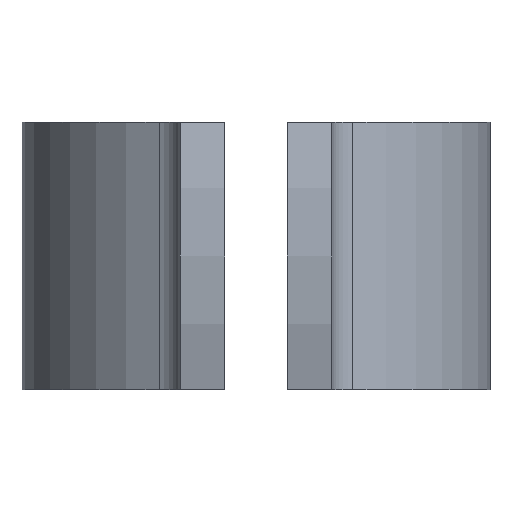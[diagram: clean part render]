
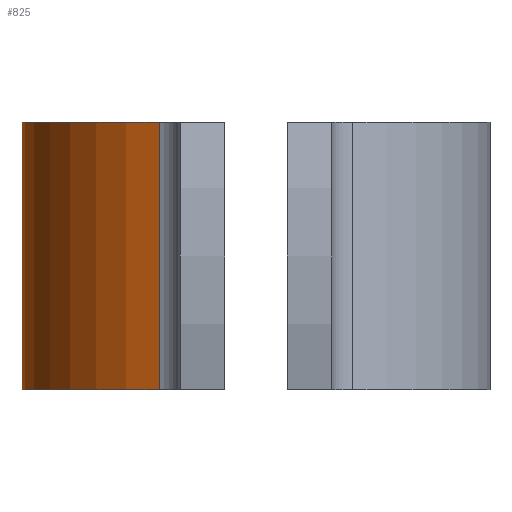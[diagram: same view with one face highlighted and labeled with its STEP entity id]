
A CAD part, left-side view. The second image highlights one B-rep face of the part: STEP entity #825.
In plain terms, the highlighted cylindrical face has radius 26.2 mm (diameter 52.4 mm), a partial arc.
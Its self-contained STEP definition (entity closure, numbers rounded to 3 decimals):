
#32 = CYLINDRICAL_SURFACE ( 'NONE', #708, 26.2 ) ;
#70 = VERTEX_POINT ( 'NONE', #598 ) ;
#95 = CARTESIAN_POINT ( 'NONE',  ( 0., 0., -30. ) ) ;
#111 = DIRECTION ( 'NONE',  ( 0., 0., 1. ) ) ;
#143 = VERTEX_POINT ( 'NONE', #823 ) ;
#165 = CIRCLE ( 'NONE', #570, 26.2 ) ;
#167 = CARTESIAN_POINT ( 'NONE',  ( -23.85, 10.844, -30. ) ) ;
#194 = CARTESIAN_POINT ( 'NONE',  ( 23.85, 10.844, -30. ) ) ;
#220 = FACE_OUTER_BOUND ( 'NONE', #1007, .T. ) ;
#226 = DIRECTION ( 'NONE',  ( -1., 0., 0. ) ) ;
#355 = LINE ( 'NONE', #194, #864 ) ;
#412 = VERTEX_POINT ( 'NONE', #1194 ) ;
#419 = EDGE_CURVE ( 'NONE', #143, #412, #685, .T. ) ;
#498 = DIRECTION ( 'NONE',  ( 0., 0., 1. ) ) ;
#522 = DIRECTION ( 'NONE',  ( -1., 0., 0. ) ) ;
#570 = AXIS2_PLACEMENT_3D ( 'NONE', #973, #111, #226 ) ;
#571 = DIRECTION ( 'NONE',  ( 0., 0., 1. ) ) ;
#573 = ORIENTED_EDGE ( 'NONE', *, *, #876, .F. ) ;
#598 = CARTESIAN_POINT ( 'NONE',  ( 23.85, 10.844, 0. ) ) ;
#635 = EDGE_CURVE ( 'NONE', #143, #70, #355, .T. ) ;
#638 = EDGE_CURVE ( 'NONE', #412, #1226, #735, .T. ) ;
#685 = CIRCLE ( 'NONE', #1011, 26.2 ) ;
#708 = AXIS2_PLACEMENT_3D ( 'NONE', #95, #498, #1065 ) ;
#735 = LINE ( 'NONE', #167, #763 ) ;
#763 = VECTOR ( 'NONE', #842, 1000. ) ;
#818 = DIRECTION ( 'NONE',  ( 0., 0., 1. ) ) ;
#823 = CARTESIAN_POINT ( 'NONE',  ( 23.85, 10.844, -30. ) ) ;
#825 = ADVANCED_FACE ( 'NONE', ( #220 ), #32, .T. ) ;
#842 = DIRECTION ( 'NONE',  ( 0., 0., 1. ) ) ;
#864 = VECTOR ( 'NONE', #571, 1000. ) ;
#876 = EDGE_CURVE ( 'NONE', #70, #1226, #165, .T. ) ;
#973 = CARTESIAN_POINT ( 'NONE',  ( 0., 0., 0. ) ) ;
#976 = ORIENTED_EDGE ( 'NONE', *, *, #635, .F. ) ;
#1000 = CARTESIAN_POINT ( 'NONE',  ( 0., 0., -30. ) ) ;
#1007 = EDGE_LOOP ( 'NONE', ( #573, #976, #1056, #1096 ) ) ;
#1011 = AXIS2_PLACEMENT_3D ( 'NONE', #1000, #818, #522 ) ;
#1056 = ORIENTED_EDGE ( 'NONE', *, *, #419, .T. ) ;
#1065 = DIRECTION ( 'NONE',  ( 1., 0., 0. ) ) ;
#1096 = ORIENTED_EDGE ( 'NONE', *, *, #638, .T. ) ;
#1155 = CARTESIAN_POINT ( 'NONE',  ( -23.85, 10.844, 0. ) ) ;
#1194 = CARTESIAN_POINT ( 'NONE',  ( -23.85, 10.844, -30. ) ) ;
#1226 = VERTEX_POINT ( 'NONE', #1155 ) ;
